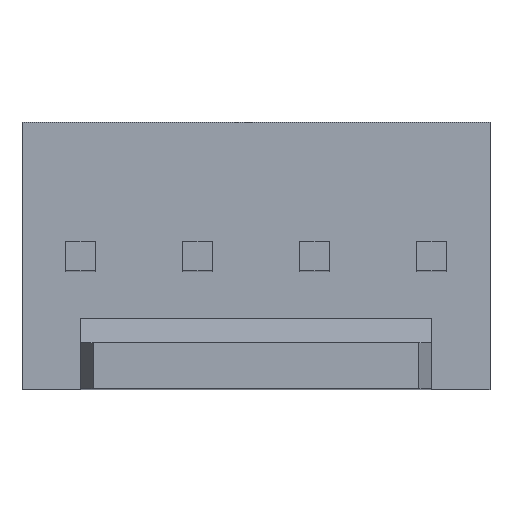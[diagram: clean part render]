
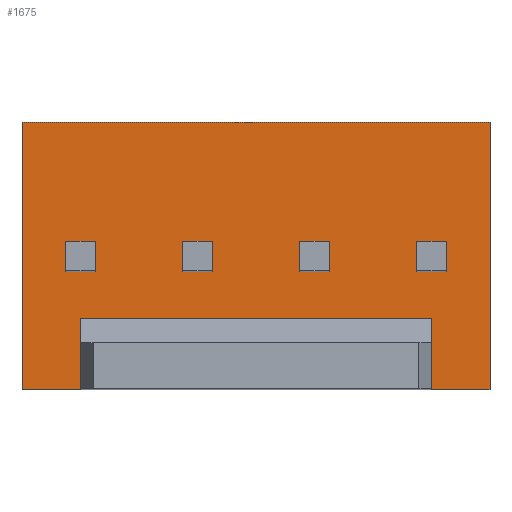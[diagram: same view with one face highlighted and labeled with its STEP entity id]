
A CAD part, top view. The second image highlights one B-rep face of the part: STEP entity #1675.
In plain terms, the highlighted planar face has unit normal (0, 0, 1).
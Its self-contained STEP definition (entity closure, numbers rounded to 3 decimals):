
#27=FACE_BOUND($,#154,.T.);
#28=FACE_BOUND($,#155,.T.);
#29=FACE_BOUND($,#156,.T.);
#30=FACE_BOUND($,#157,.T.);
#62=FACE_OUTER_BOUND($,#153,.T.);
#153=EDGE_LOOP($,(#1246,#1247,#1248,#1249,#1250,#1251,#1252,#1253));
#154=EDGE_LOOP($,(#1254,#1255,#1256,#1257));
#155=EDGE_LOOP($,(#1258,#1259,#1260,#1261));
#156=EDGE_LOOP($,(#1262,#1263,#1264,#1265));
#157=EDGE_LOOP($,(#1266,#1267,#1268,#1269));
#219=LINE($,#2260,#454);
#223=LINE($,#2268,#458);
#226=LINE($,#2274,#461);
#229=LINE($,#2279,#464);
#233=LINE($,#2288,#468);
#236=LINE($,#2294,#471);
#239=LINE($,#2300,#474);
#242=LINE($,#2304,#477);
#243=LINE($,#2308,#478);
#247=LINE($,#2316,#482);
#250=LINE($,#2322,#485);
#253=LINE($,#2327,#488);
#257=LINE($,#2336,#492);
#261=LINE($,#2343,#496);
#263=LINE($,#2348,#498);
#266=LINE($,#2352,#501);
#267=LINE($,#2356,#502);
#275=LINE($,#2372,#510);
#317=LINE($,#2453,#552);
#323=LINE($,#2465,#558);
#328=LINE($,#2474,#563);
#329=LINE($,#2476,#564);
#330=LINE($,#2478,#565);
#331=LINE($,#2479,#566);
#454=VECTOR($,#1841,0.64);
#458=VECTOR($,#1847,0.64);
#461=VECTOR($,#1852,0.64);
#464=VECTOR($,#1857,0.64);
#468=VECTOR($,#1863,0.64);
#471=VECTOR($,#1868,0.64);
#474=VECTOR($,#1873,0.64);
#477=VECTOR($,#1878,0.64);
#478=VECTOR($,#1881,0.64);
#482=VECTOR($,#1887,0.64);
#485=VECTOR($,#1892,0.64);
#488=VECTOR($,#1897,0.64);
#492=VECTOR($,#1903,0.64);
#496=VECTOR($,#1909,0.64);
#498=VECTOR($,#1913,0.64);
#501=VECTOR($,#1918,0.64);
#502=VECTOR($,#1921,5.8);
#510=VECTOR($,#1931,10.16);
#552=VECTOR($,#1991,1.27);
#558=VECTOR($,#1997,1.27);
#563=VECTOR($,#2008,5.8);
#564=VECTOR($,#2009,1.25);
#565=VECTOR($,#2010,7.62);
#566=VECTOR($,#2011,1.25);
#689=VERTEX_POINT($,#2258);
#690=VERTEX_POINT($,#2259);
#693=VERTEX_POINT($,#2267);
#695=VERTEX_POINT($,#2273);
#699=VERTEX_POINT($,#2285);
#700=VERTEX_POINT($,#2287);
#702=VERTEX_POINT($,#2293);
#704=VERTEX_POINT($,#2299);
#705=VERTEX_POINT($,#2306);
#706=VERTEX_POINT($,#2307);
#709=VERTEX_POINT($,#2315);
#711=VERTEX_POINT($,#2321);
#715=VERTEX_POINT($,#2333);
#716=VERTEX_POINT($,#2335);
#718=VERTEX_POINT($,#2341);
#720=VERTEX_POINT($,#2347);
#721=VERTEX_POINT($,#2354);
#722=VERTEX_POINT($,#2355);
#729=VERTEX_POINT($,#2370);
#759=VERTEX_POINT($,#2452);
#764=VERTEX_POINT($,#2462);
#765=VERTEX_POINT($,#2464);
#767=VERTEX_POINT($,#2475);
#768=VERTEX_POINT($,#2477);
#847=EDGE_CURVE($,#689,#690,#219,.T.);
#851=EDGE_CURVE($,#693,#690,#223,.T.);
#854=EDGE_CURVE($,#695,#689,#226,.T.);
#857=EDGE_CURVE($,#695,#693,#229,.T.);
#861=EDGE_CURVE($,#700,#699,#233,.T.);
#864=EDGE_CURVE($,#702,#700,#236,.T.);
#867=EDGE_CURVE($,#702,#704,#239,.T.);
#870=EDGE_CURVE($,#704,#699,#242,.T.);
#871=EDGE_CURVE($,#705,#706,#243,.T.);
#875=EDGE_CURVE($,#709,#706,#247,.T.);
#878=EDGE_CURVE($,#711,#705,#250,.T.);
#881=EDGE_CURVE($,#711,#709,#253,.T.);
#885=EDGE_CURVE($,#715,#716,#257,.T.);
#889=EDGE_CURVE($,#715,#718,#261,.T.);
#891=EDGE_CURVE($,#716,#720,#263,.T.);
#894=EDGE_CURVE($,#718,#720,#266,.T.);
#895=EDGE_CURVE($,#721,#722,#267,.T.);
#903=EDGE_CURVE($,#722,#729,#275,.T.);
#945=EDGE_CURVE($,#721,#759,#317,.T.);
#951=EDGE_CURVE($,#764,#765,#323,.T.);
#956=EDGE_CURVE($,#765,#729,#328,.T.);
#957=EDGE_CURVE($,#764,#767,#329,.T.);
#958=EDGE_CURVE($,#768,#767,#330,.T.);
#959=EDGE_CURVE($,#759,#768,#331,.T.);
#1246=ORIENTED_EDGE($,*,*,#945,.F.);
#1247=ORIENTED_EDGE($,*,*,#895,.T.);
#1248=ORIENTED_EDGE($,*,*,#903,.T.);
#1249=ORIENTED_EDGE($,*,*,#956,.F.);
#1250=ORIENTED_EDGE($,*,*,#951,.F.);
#1251=ORIENTED_EDGE($,*,*,#957,.T.);
#1252=ORIENTED_EDGE($,*,*,#958,.F.);
#1253=ORIENTED_EDGE($,*,*,#959,.F.);
#1254=ORIENTED_EDGE($,*,*,#871,.T.);
#1255=ORIENTED_EDGE($,*,*,#875,.F.);
#1256=ORIENTED_EDGE($,*,*,#881,.F.);
#1257=ORIENTED_EDGE($,*,*,#878,.T.);
#1258=ORIENTED_EDGE($,*,*,#847,.T.);
#1259=ORIENTED_EDGE($,*,*,#851,.F.);
#1260=ORIENTED_EDGE($,*,*,#857,.F.);
#1261=ORIENTED_EDGE($,*,*,#854,.T.);
#1262=ORIENTED_EDGE($,*,*,#894,.T.);
#1263=ORIENTED_EDGE($,*,*,#891,.F.);
#1264=ORIENTED_EDGE($,*,*,#885,.F.);
#1265=ORIENTED_EDGE($,*,*,#889,.T.);
#1266=ORIENTED_EDGE($,*,*,#861,.T.);
#1267=ORIENTED_EDGE($,*,*,#870,.F.);
#1268=ORIENTED_EDGE($,*,*,#867,.F.);
#1269=ORIENTED_EDGE($,*,*,#864,.T.);
#1587=PLANE($,#1775);
#1675=ADVANCED_FACE($,(#62,#27,#28,#29,#30),#1587,.T.);
#1775=AXIS2_PLACEMENT_3D($,#2473,#2006,#2007);
#1841=DIRECTION($,(-1.,0.,0.));
#1847=DIRECTION($,(0.,-1.,0.));
#1852=DIRECTION($,(0.,-1.,0.));
#1857=DIRECTION($,(-1.,0.,0.));
#1863=DIRECTION($,(1.,0.,0.));
#1868=DIRECTION($,(0.,1.,0.));
#1873=DIRECTION($,(1.,0.,0.));
#1878=DIRECTION($,(0.,1.,0.));
#1881=DIRECTION($,(-1.,0.,0.));
#1887=DIRECTION($,(0.,-1.,0.));
#1892=DIRECTION($,(0.,-1.,0.));
#1897=DIRECTION($,(-1.,0.,0.));
#1903=DIRECTION($,(-1.,0.,0.));
#1909=DIRECTION($,(0.,-1.,0.));
#1913=DIRECTION($,(0.,-1.,0.));
#1918=DIRECTION($,(-1.,0.,0.));
#1921=DIRECTION($,(0.,1.,0.));
#1931=DIRECTION($,(-1.,0.,0.));
#1991=DIRECTION($,(-1.,0.,0.));
#1997=DIRECTION($,(-1.,0.,0.));
#2006=DIRECTION('center_axis',(0.,0.,
1.));
#2007=DIRECTION('ref_axis',(0.,1.,0.));
#2008=DIRECTION($,(0.,1.,0.));
#2009=DIRECTION($,(0.,1.,0.));
#2010=DIRECTION($,(-1.,0.,0.));
#2011=DIRECTION($,(0.,1.,0.));
#2258=CARTESIAN_POINT('',(-0.95,-0.32,3.16));
#2259=CARTESIAN_POINT('',(-1.59,-0.32,3.16));
#2260=CARTESIAN_POINT($,(-0.95,-0.32,3.16));
#2267=CARTESIAN_POINT('',(-1.59,0.32,3.16));
#2268=CARTESIAN_POINT($,(-1.59,0.32,3.16));
#2273=CARTESIAN_POINT('',(-0.95,0.32,3.16));
#2274=CARTESIAN_POINT($,(-0.95,0.32,3.16));
#2279=CARTESIAN_POINT($,(-0.95,0.32,3.16));
#2285=CARTESIAN_POINT('',(4.13,0.32,3.16));
#2287=CARTESIAN_POINT('',(3.49,0.32,3.16));
#2288=CARTESIAN_POINT($,(3.49,0.32,3.16));
#2293=CARTESIAN_POINT('',(3.49,-0.32,3.16));
#2294=CARTESIAN_POINT($,(3.49,-0.32,3.16));
#2299=CARTESIAN_POINT('',(4.13,-0.32,3.16));
#2300=CARTESIAN_POINT($,(3.49,-0.32,3.16));
#2304=CARTESIAN_POINT($,(4.13,-0.32,3.16));
#2306=CARTESIAN_POINT('',(1.59,-0.32,3.16));
#2307=CARTESIAN_POINT('',(0.95,-0.32,3.16));
#2308=CARTESIAN_POINT($,(1.59,-0.32,3.16));
#2315=CARTESIAN_POINT('',(0.95,0.32,3.16));
#2316=CARTESIAN_POINT($,(0.95,0.32,3.16));
#2321=CARTESIAN_POINT('',(1.59,0.32,3.16));
#2322=CARTESIAN_POINT($,(1.59,0.32,3.16));
#2327=CARTESIAN_POINT($,(1.59,0.32,3.16));
#2333=CARTESIAN_POINT('',(-3.49,0.32,3.16));
#2335=CARTESIAN_POINT('',(-4.13,0.32,3.16));
#2336=CARTESIAN_POINT($,(-3.49,0.32,3.16));
#2341=CARTESIAN_POINT('',(-3.49,-0.32,3.16));
#2343=CARTESIAN_POINT($,(-3.49,0.32,3.16));
#2347=CARTESIAN_POINT('',(-4.13,-0.32,3.16));
#2348=CARTESIAN_POINT($,(-4.13,0.32,3.16));
#2352=CARTESIAN_POINT($,(-3.49,-0.32,3.16));
#2354=CARTESIAN_POINT('',(5.08,-2.88,3.16));
#2355=CARTESIAN_POINT('',(5.08,2.92,3.16));
#2356=CARTESIAN_POINT($,(5.08,-2.88,3.16));
#2370=CARTESIAN_POINT('',(-5.08,2.92,3.16));
#2372=CARTESIAN_POINT($,(5.08,2.92,3.16));
#2452=CARTESIAN_POINT('',(3.81,-2.88,3.16));
#2453=CARTESIAN_POINT($,(5.08,-2.88,3.16));
#2462=CARTESIAN_POINT('',(-3.81,-2.88,3.16));
#2464=CARTESIAN_POINT('',(-5.08,-2.88,3.16));
#2465=CARTESIAN_POINT($,(-3.81,-2.88,3.16));
#2473=CARTESIAN_POINT('Origin',(5.588,-3.17,3.16));
#2474=CARTESIAN_POINT($,(-5.08,-2.88,3.16));
#2475=CARTESIAN_POINT('',(-3.81,-1.63,3.16));
#2476=CARTESIAN_POINT($,(-3.81,-2.88,3.16));
#2477=CARTESIAN_POINT('',(3.81,-1.63,3.16));
#2478=CARTESIAN_POINT($,(3.81,-1.63,3.16));
#2479=CARTESIAN_POINT($,(3.81,-2.88,3.16));
